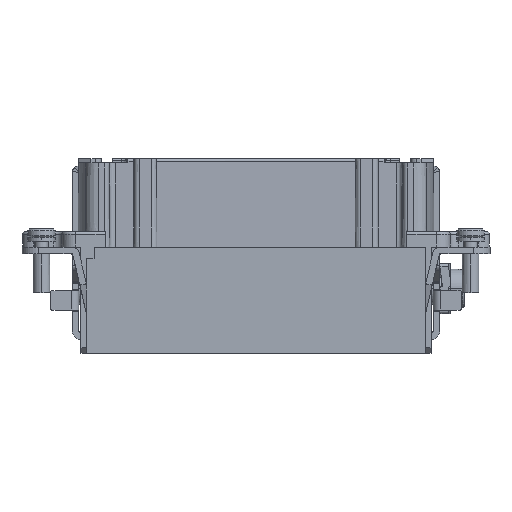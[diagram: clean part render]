
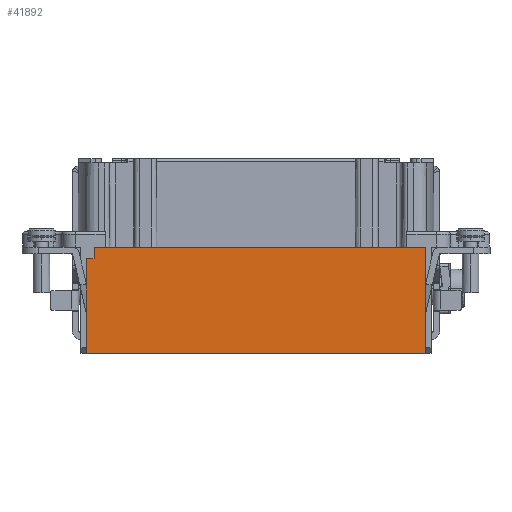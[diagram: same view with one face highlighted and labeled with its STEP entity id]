
A CAD part, left-side view. The second image highlights one B-rep face of the part: STEP entity #41892.
In plain terms, the highlighted planar face has unit normal (-1, 0, 0).
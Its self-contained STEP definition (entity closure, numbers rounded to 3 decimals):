
#927=DIRECTION('',(0.,-1.,0.));
#928=VECTOR('',#927,59.887);
#929=CARTESIAN_POINT('',(-16.95,29.237,-2.7));
#930=LINE('',#929,#928);
#3570=DIRECTION('',(0.,1.,0.));
#3571=VECTOR('',#3570,0.01);
#3572=CARTESIAN_POINT('',(-16.95,29.237,-4.7));
#3573=LINE('',#3572,#3571);
#3574=DIRECTION('',(0.,0.,1.));
#3575=VECTOR('',#3574,2.);
#3576=CARTESIAN_POINT('',(-16.95,29.237,-4.7));
#3577=LINE('',#3576,#3575);
#3578=DIRECTION('',(0.,-0.005,1.));
#3579=VECTOR('',#3578,0.1);
#3580=CARTESIAN_POINT('',(-16.95,29.248,-4.8));
#3581=LINE('',#3580,#3579);
#3586=DIRECTION('',(0.,0.,1.));
#3587=VECTOR('',#3586,19.2);
#3588=CARTESIAN_POINT('',(-16.95,-30.65,-21.9));
#3589=LINE('',#3588,#3587);
#6974=DIRECTION('',(0.,1.,0.));
#6975=VECTOR('',#6974,1.402);
#6976=CARTESIAN_POINT('',(-16.95,29.248,-4.8));
#6977=LINE('',#6976,#6975);
#7564=DIRECTION('',(0.,0.,-1.));
#7565=VECTOR('',#7564,17.1);
#7566=CARTESIAN_POINT('',(-16.95,30.65,-4.8));
#7567=LINE('',#7566,#7565);
#7596=DIRECTION('',(0.,1.,0.));
#7597=VECTOR('',#7596,61.3);
#7598=CARTESIAN_POINT('',(-16.95,-30.65,-21.9));
#7599=LINE('',#7598,#7597);
#33673=CARTESIAN_POINT('',(-16.95,-30.65,-21.9));
#33674=CARTESIAN_POINT('',(-16.95,30.65,-21.9));
#33675=VERTEX_POINT('',#33673);
#33676=VERTEX_POINT('',#33674);
#33735=CARTESIAN_POINT('',(-16.95,29.248,-4.8));
#33736=VERTEX_POINT('',#33735);
#34047=CARTESIAN_POINT('',(-16.95,29.247,-4.7));
#34048=VERTEX_POINT('',#34047);
#34053=CARTESIAN_POINT('',(-16.95,30.65,-4.8));
#34054=VERTEX_POINT('',#34053);
#34057=CARTESIAN_POINT('',(-16.95,29.237,-2.7));
#34058=CARTESIAN_POINT('',(-16.95,-30.65,-2.7));
#34059=VERTEX_POINT('',#34057);
#34060=VERTEX_POINT('',#34058);
#34070=CARTESIAN_POINT('',(-16.95,29.237,-4.7));
#34072=VERTEX_POINT('',#34070);
#41872=CARTESIAN_POINT('',(-16.95,27.3,-2.7));
#41873=DIRECTION('',(1.,0.,0.));
#41874=DIRECTION('',(0.,1.,0.));
#41875=AXIS2_PLACEMENT_3D('',#41872,#41873,#41874);
#41876=PLANE('',#41875);
#41877=ORIENTED_EDGE('',*,*,#41865,.F.);
#41878=ORIENTED_EDGE('',*,*,#41854,.T.);
#41879=ORIENTED_EDGE('',*,*,#40393,.T.);
#41881=ORIENTED_EDGE('',*,*,#41880,.F.);
#41883=ORIENTED_EDGE('',*,*,#41882,.T.);
#41885=ORIENTED_EDGE('',*,*,#41884,.F.);
#41887=ORIENTED_EDGE('',*,*,#41886,.F.);
#41889=ORIENTED_EDGE('',*,*,#41888,.T.);
#41890=EDGE_LOOP('',(#41877,#41878,#41879,#41881,#41883,#41885,#41887,#41889));
#41891=FACE_OUTER_BOUND('',#41890,.F.);
#41892=ADVANCED_FACE('',(#41891),#41876,.F.);
#40393=EDGE_CURVE('',#34059,#34060,#930,.T.);
#41854=EDGE_CURVE('',#34072,#34059,#3577,.T.);
#41865=EDGE_CURVE('',#34072,#34048,#3573,.T.);
#41880=EDGE_CURVE('',#33675,#34060,#3589,.T.);
#41882=EDGE_CURVE('',#33675,#33676,#7599,.T.);
#41884=EDGE_CURVE('',#34054,#33676,#7567,.T.);
#41886=EDGE_CURVE('',#33736,#34054,#6977,.T.);
#41888=EDGE_CURVE('',#33736,#34048,#3581,.T.);
